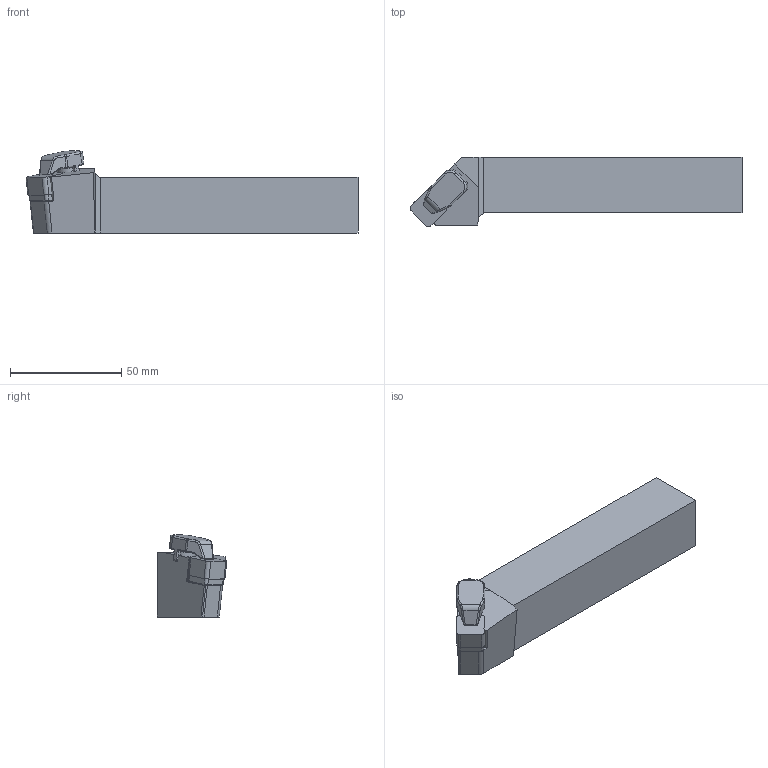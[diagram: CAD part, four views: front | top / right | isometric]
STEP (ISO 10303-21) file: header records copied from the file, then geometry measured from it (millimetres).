
FILE_DESCRIPTION (( 'STEP AP214' ), '1' );
FILE_NAME ('CSSNR-2525-M1207C-LIGHT.STP', '2023-11-01T11:46:35', ( '' ), ( '' ), 'SwSTEP 2.0', 'SolidWorks 2018', '' );
FILE_SCHEMA (( 'AUTOMOTIVE_DESIGN' ));
Length unit declared in the file: millimetre
Products named in the file (1): CSSNR-2525-M1207C-LIGHT
Bounding box: 149.34 x 31.34 x 36.9 mm (x, y, z)
Volume: 92102.7 mm3; surface area: 17315.1 mm2
Topology: 2 solids, 2 shells, 167 faces, 420 edges, 251 vertices
Faces by surface type: plane 61, cylinder 59, torus 23, cone 12, bspline 10, sphere 2
Entity records: 7596 total; most frequent: CARTESIAN_POINT 1783, DIRECTION 842, ORIENTED_EDGE 828, EDGE_CURVE 414, AXIS2_PLACEMENT_3D 311, VERTEX_POINT 251, VECTOR 220, LINE 220
